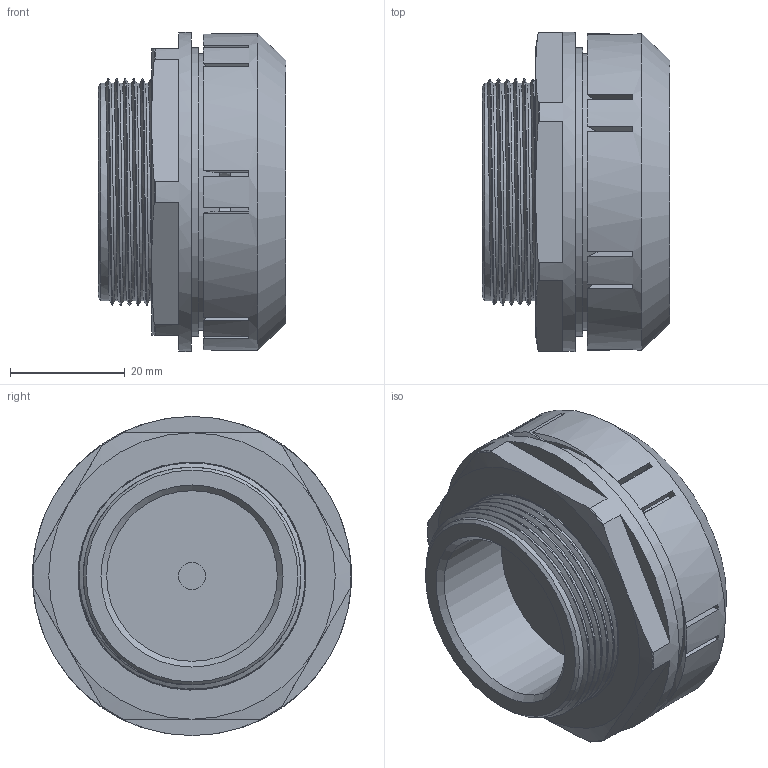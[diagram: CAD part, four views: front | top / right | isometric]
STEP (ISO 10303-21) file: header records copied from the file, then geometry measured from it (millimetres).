
FILE_DESCRIPTION(/* description */ ('DAE Kunststoff M40 mit GGM'),/* implementation_level */ '2;1');
FILE_NAME(/* name */ '11087540HLD-RST.stp',/* time_stamp */ '2024-12-03T09:07:41+01:00',/* author */ ('sl'),/* organization */ (''),/* preprocessor_version */ 'ST-DEVELOPER v16.5',/* originating_system */ 'Autodesk Inventor 2017',/* authorisation */ '');
FILE_SCHEMA (('CONFIG_CONTROL_DESIGN'));
Length unit declared in the file: millimetre
Products named in the file (7): UL-DAE-06-BG-0001-1x087540HLD; 13087540; 13087540_1; 13087540_2; 13087540_3; 13087540_4; 11096540
Assembly tree (6 placements, depth 2):
  UL-DAE-06-BG-0001-1x087540HLD
    13087540
    13087540_1
    13087540_2
    13087540_3
    13087540_4
    11096540
Bounding box: 32.8 x 55.7 x 55.7 mm (x, y, z)
Volume: 35101.8 mm3; surface area: 35106.2 mm2
Topology: 6 solids, 6 shells, 736 faces, 1914 edges, 1201 vertices
Faces by surface type: cylinder 292, plane 239, torus 82, sphere 42, cone 41, bspline 40
Full cylindrical faces by diameter (mm): 4.8 x1, 29.8 x1, 29.85 x1, 32.2 x1, 33.4 x1, 38 x10, 39.822 x4, 40 x2, 40.6 x1, 42.17 x1, 48.25 x1, 50.4 x1, 55.3 x1, 55.7 x1
Entity records: 25833 total; most frequent: CARTESIAN_POINT 7671, DIRECTION 4056, ORIENTED_EDGE 3666, EDGE_CURVE 1833, AXIS2_PLACEMENT_3D 1617, VERTEX_POINT 1159, CIRCLE 874, LINE 822
